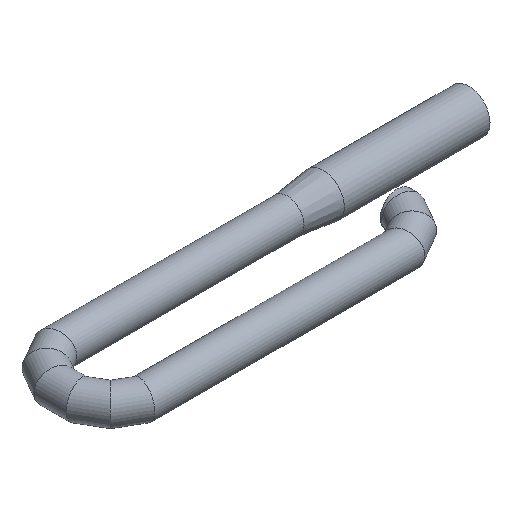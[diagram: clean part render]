
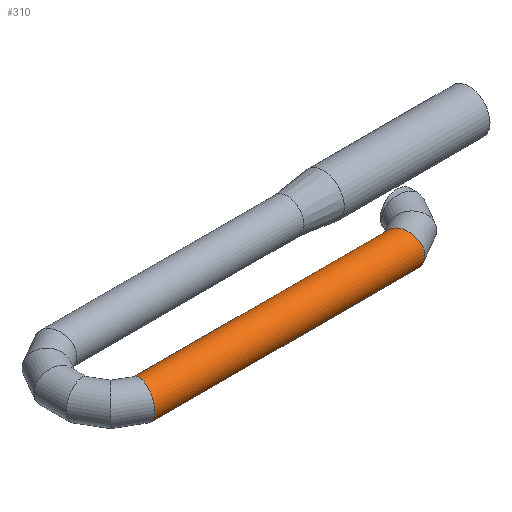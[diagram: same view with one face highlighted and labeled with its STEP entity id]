
A CAD part, isometric view. The second image highlights one B-rep face of the part: STEP entity #310.
In plain terms, the highlighted cylindrical face has radius 99 mm (diameter 198 mm), a full revolution.
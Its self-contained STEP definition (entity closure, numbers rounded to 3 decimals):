
#30=ELLIPSE('',#386,102.492,99.);
#31=ELLIPSE('',#387,102.492,99.);
#32=ELLIPSE('',#388,102.492,99.);
#33=ELLIPSE('',#390,102.492,99.);
#34=ELLIPSE('',#391,102.492,99.);
#35=ELLIPSE('',#392,102.492,99.);
#58=FACE_OUTER_BOUND('',#72,.T.);
#72=EDGE_LOOP('',(#238,#239,#240,#241,#242,#243,#244,#245));
#85=LINE('',#606,#98);
#98=VECTOR('',#488,99.);
#123=VERTEX_POINT('',#593);
#124=VERTEX_POINT('',#594);
#125=VERTEX_POINT('',#596);
#126=VERTEX_POINT('',#601);
#127=VERTEX_POINT('',#602);
#128=VERTEX_POINT('',#604);
#168=EDGE_CURVE('',#123,#124,#30,.T.);
#169=EDGE_CURVE('',#124,#125,#31,.T.);
#171=EDGE_CURVE('',#125,#123,#32,.T.);
#172=EDGE_CURVE('',#126,#127,#33,.T.);
#173=EDGE_CURVE('',#127,#128,#34,.T.);
#174=EDGE_CURVE('',#128,#125,#85,.T.);
#175=EDGE_CURVE('',#128,#126,#35,.T.);
#238=ORIENTED_EDGE('',*,*,#172,.T.);
#239=ORIENTED_EDGE('',*,*,#173,.T.);
#240=ORIENTED_EDGE('',*,*,#174,.T.);
#241=ORIENTED_EDGE('',*,*,#169,.F.);
#242=ORIENTED_EDGE('',*,*,#168,.F.);
#243=ORIENTED_EDGE('',*,*,#171,.F.);
#244=ORIENTED_EDGE('',*,*,#174,.F.);
#245=ORIENTED_EDGE('',*,*,#175,.T.);
#297=CYLINDRICAL_SURFACE('',#389,99.);
#310=ADVANCED_FACE('',(#58),#297,.F.);
#386=AXIS2_PLACEMENT_3D('',#595,#475,#476);
#387=AXIS2_PLACEMENT_3D('',#597,#477,#478);
#388=AXIS2_PLACEMENT_3D('',#599,#480,#481);
#389=AXIS2_PLACEMENT_3D('',#600,#482,#483);
#390=AXIS2_PLACEMENT_3D('',#603,#484,#485);
#391=AXIS2_PLACEMENT_3D('',#605,#486,#487);
#392=AXIS2_PLACEMENT_3D('',#607,#489,#490);
#475=DIRECTION('center_axis',(-0.966,-0.259,0.));
#476=DIRECTION('ref_axis',(0.259,-0.966,0.));
#477=DIRECTION('center_axis',(-0.966,-0.259,0.));
#478=DIRECTION('ref_axis',(0.259,-0.966,0.));
#480=DIRECTION('center_axis',(-0.966,-0.259,0.));
#481=DIRECTION('ref_axis',(0.259,-0.966,0.));
#482=DIRECTION('center_axis',(1.,0.,0.));
#483=DIRECTION('ref_axis',(0.,-1.,0.));
#484=DIRECTION('center_axis',(-0.966,0.259,0.));
#485=DIRECTION('ref_axis',(-0.259,-0.966,0.));
#486=DIRECTION('center_axis',(-0.966,0.259,0.));
#487=DIRECTION('ref_axis',(-0.259,-0.966,0.));
#488=DIRECTION('',(1.,0.,0.));
#489=DIRECTION('center_axis',(-0.966,0.259,0.));
#490=DIRECTION('ref_axis',(-0.259,-0.966,0.));
#593=CARTESIAN_POINT('',(-889.06,-507.634,-99.));
#594=CARTESIAN_POINT('',(-889.06,-507.634,99.));
#595=CARTESIAN_POINT('Origin',(-889.06,-507.634,0.));
#596=CARTESIAN_POINT('',(-915.587,-408.634,0.));
#597=CARTESIAN_POINT('Origin',(-889.06,-507.634,0.));
#599=CARTESIAN_POINT('Origin',(-889.06,-507.634,0.));
#600=CARTESIAN_POINT('Origin',(-2412.,-507.634,0.));
#601=CARTESIAN_POINT('',(-2412.,-507.634,-99.));
#602=CARTESIAN_POINT('',(-2412.,-507.634,99.));
#603=CARTESIAN_POINT('Origin',(-2412.,-507.634,0.));
#604=CARTESIAN_POINT('',(-2385.473,-408.634,0.));
#605=CARTESIAN_POINT('Origin',(-2412.,-507.634,0.));
#606=CARTESIAN_POINT('',(-2412.,-408.634,0.));
#607=CARTESIAN_POINT('Origin',(-2412.,-507.634,0.));
